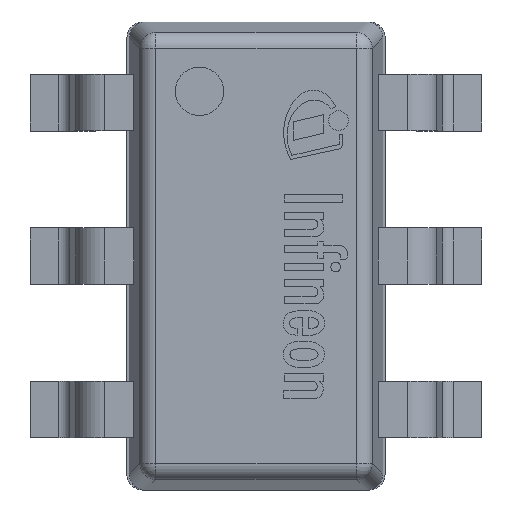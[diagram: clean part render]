
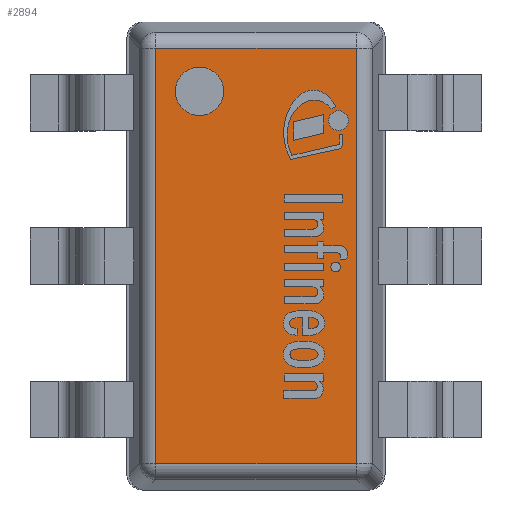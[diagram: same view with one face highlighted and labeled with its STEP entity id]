
A CAD part, top view. The second image highlights one B-rep face of the part: STEP entity #2894.
In plain terms, the highlighted planar face has unit normal (0, 0, 1).
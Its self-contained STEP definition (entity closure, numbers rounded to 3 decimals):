
#68=FACE_BOUND('',#581,.T.);
#106=PLANE('',#4046);
#347=FACE_OUTER_BOUND('',#580,.T.);
#580=EDGE_LOOP('',(#1894,#1895,#1896,#1897));
#581=EDGE_LOOP('',(#1898));
#814=CIRCLE('',#4047,0.15);
#893=VERTEX_POINT('',#5406);
#898=VERTEX_POINT('',#5419);
#903=VERTEX_POINT('',#5435);
#908=VERTEX_POINT('',#5448);
#912=VERTEX_POINT('',#5473);
#1277=EDGE_CURVE('',#893,#898,#3165,.T.);
#1291=EDGE_CURVE('',#898,#908,#3171,.T.);
#1293=EDGE_CURVE('',#908,#903,#3173,.T.);
#1295=EDGE_CURVE('',#903,#893,#3175,.T.);
#1298=EDGE_CURVE('',#912,#912,#814,.T.);
#1894=ORIENTED_EDGE('',*,*,#1277,.F.);
#1895=ORIENTED_EDGE('',*,*,#1295,.F.);
#1896=ORIENTED_EDGE('',*,*,#1293,.F.);
#1897=ORIENTED_EDGE('',*,*,#1291,.F.);
#1898=ORIENTED_EDGE('',*,*,#1298,.T.);
#2894=ADVANCED_FACE('',(#347,#68),#106,.T.);
#3165=LINE('',#5432,#3586);
#3171=LINE('',#5461,#3592);
#3173=LINE('',#5464,#3594);
#3175=LINE('',#5467,#3596);
#3586=VECTOR('',#4411,1.);
#3592=VECTOR('',#4443,1.);
#3594=VECTOR('',#4447,1.);
#3596=VECTOR('',#4451,1.);
#4046=AXIS2_PLACEMENT_3D('',#5472,#4458,#4459);
#4047=AXIS2_PLACEMENT_3D('',#5474,#4460,#4461);
#4411=DIRECTION('',(-1.,0.,0.));
#4443=DIRECTION('',(0.,1.,0.));
#4447=DIRECTION('',(1.,0.,0.));
#4451=DIRECTION('',(0.,-1.,0.));
#4458=DIRECTION('center_axis',(0.,0.,1.));
#4459=DIRECTION('ref_axis',(1.,0.,0.));
#4460=DIRECTION('center_axis',(0.,0.,-1.));
#4461=DIRECTION('ref_axis',(-1.,0.,0.));
#5406=CARTESIAN_POINT('',(0.622,-1.287,1.1));
#5419=CARTESIAN_POINT('',(-0.622,-1.287,1.1));
#5432=CARTESIAN_POINT('',(0.393,-1.287,1.1));
#5435=CARTESIAN_POINT('',(0.622,1.287,1.1));
#5448=CARTESIAN_POINT('',(-0.622,1.287,1.1));
#5461=CARTESIAN_POINT('',(-0.622,-0.725,1.1));
#5464=CARTESIAN_POINT('',(-0.393,1.287,1.1));
#5467=CARTESIAN_POINT('',(0.622,0.725,1.1));
#5472=CARTESIAN_POINT('Origin',(0.,0.,
1.1));
#5473=CARTESIAN_POINT('',(-0.2,1.02,1.1));
#5474=CARTESIAN_POINT('Origin',(-0.35,1.02,1.1));
